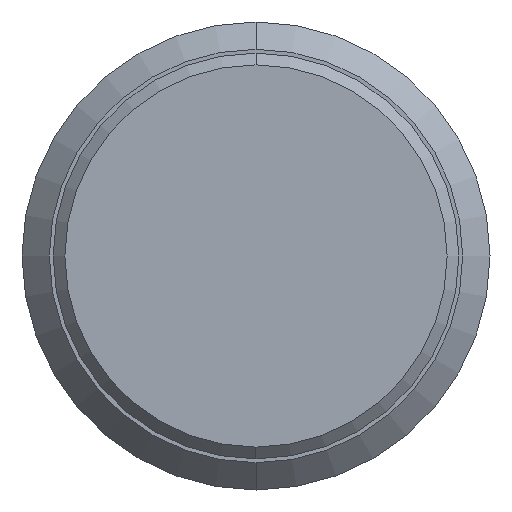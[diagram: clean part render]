
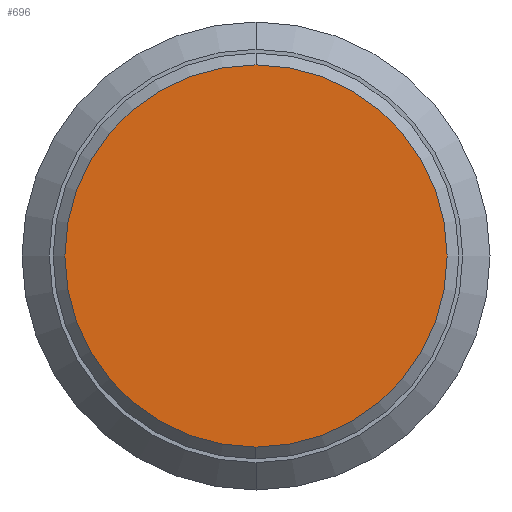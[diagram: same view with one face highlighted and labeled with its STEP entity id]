
A CAD part, front view. The second image highlights one B-rep face of the part: STEP entity #696.
In plain terms, the highlighted planar face has unit normal (0, -1, 0).
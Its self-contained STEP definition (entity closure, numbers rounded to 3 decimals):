
#696=ADVANCED_FACE('',(#1308),#1309,.T.);
#1308=FACE_OUTER_BOUND('',#1927,.T.);
#1309=PLANE('',#1928);
#1927=EDGE_LOOP('',(#3385,#3386));
#1928=AXIS2_PLACEMENT_3D('',#3387,#3388,#3389);
#3385=ORIENTED_EDGE('',*,*,#3914,.T.);
#3386=ORIENTED_EDGE('',*,*,#3942,.T.);
#3387=CARTESIAN_POINT('',(0.0,-8.0,2.45));
#3388=DIRECTION('',(0.0,-1.0,0.0));
#3389=DIRECTION('',(0.0,0.0,1.0));
#3914=EDGE_CURVE('',#4651,#4655,#4657,.T.);
#3942=EDGE_CURVE('',#4655,#4651,#4695,.T.);
#4651=VERTEX_POINT('',#5876);
#4655=VERTEX_POINT('',#5881);
#4657=CIRCLE('',#5884,4.9);
#4695=CIRCLE('',#5928,4.9);
#5876=CARTESIAN_POINT('',(0.0,-8.0,4.9));
#5881=CARTESIAN_POINT('',(0.,-8.0,-4.9));
#5884=AXIS2_PLACEMENT_3D('',#6614,#6615,#6616);
#5928=AXIS2_PLACEMENT_3D('',#6656,#6657,#6658);
#6614=CARTESIAN_POINT('',(0.0,-8.0,0.0));
#6615=DIRECTION('',(0.0,-1.0,0.0));
#6616=DIRECTION('',(0.0,0.0,1.0));
#6656=CARTESIAN_POINT('',(0.0,-8.0,0.0));
#6657=DIRECTION('',(0.0,-1.0,0.0));
#6658=DIRECTION('',(0.0,0.0,1.0));
